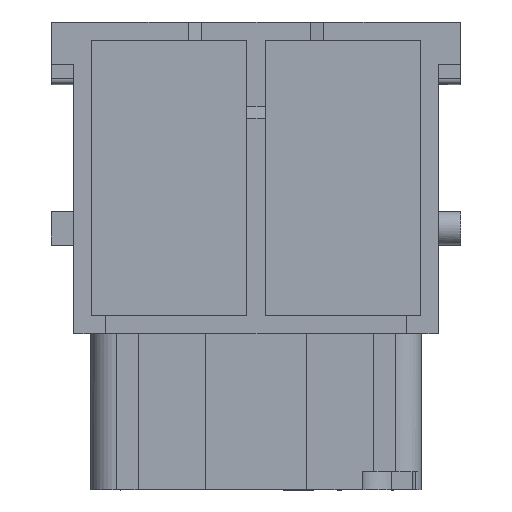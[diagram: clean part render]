
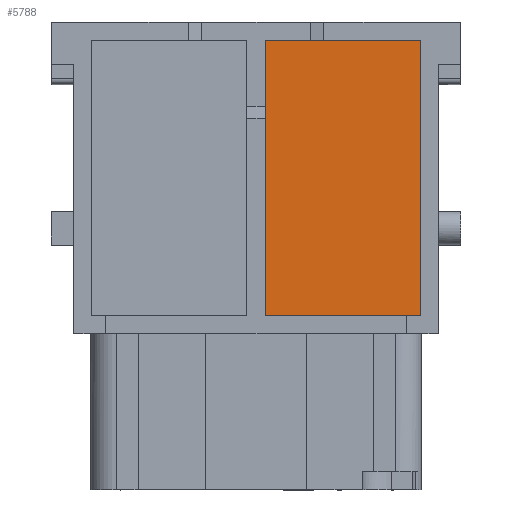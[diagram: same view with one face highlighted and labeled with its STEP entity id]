
A CAD part, left-side view. The second image highlights one B-rep face of the part: STEP entity #5788.
In plain terms, the highlighted planar face has unit normal (-1, 0, 0).
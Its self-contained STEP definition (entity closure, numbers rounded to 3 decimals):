
#5780=AXIS2_PLACEMENT_3D('Plane Axis2P3D',#5777,#5778,#5779) ;
#3374=CARTESIAN_POINT('Vertex',(2.,16.25,37.4)) ;
#3377=CARTESIAN_POINT('Line Origine',(2.,9.8,37.4)) ;
#3381=CARTESIAN_POINT('Vertex',(2.,3.35,37.4)) ;
#3407=CARTESIAN_POINT('Vertex',(2.,3.35,14.5)) ;
#3410=CARTESIAN_POINT('Line Origine',(2.,9.8,14.5)) ;
#3414=CARTESIAN_POINT('Vertex',(2.,16.25,14.5)) ;
#3737=CARTESIAN_POINT('Line Origine',(2.,3.35,25.95)) ;
#5215=CARTESIAN_POINT('Line Origine',(2.,16.25,25.95)) ;
#5777=CARTESIAN_POINT('Axis2P3D Location',(2.,17.,35.25)) ;
#3378=DIRECTION('Vector Direction',(0.,1.,0.)) ;
#3411=DIRECTION('Vector Direction',(0.,-1.,0.)) ;
#3738=DIRECTION('Vector Direction',(0.,0.,-1.)) ;
#5216=DIRECTION('Vector Direction',(0.,0.,1.)) ;
#5778=DIRECTION('Axis2P3D Direction',(-1.,-0.,-0.)) ;
#5779=DIRECTION('Axis2P3D XDirection',(0.,0.,-1.)) ;
#3379=VECTOR('Line Direction',#3378,1.) ;
#3412=VECTOR('Line Direction',#3411,1.) ;
#3739=VECTOR('Line Direction',#3738,1.) ;
#5217=VECTOR('Line Direction',#5216,1.) ;
#5783=ORIENTED_EDGE('',*,*,#5219,.F.) ;
#5784=ORIENTED_EDGE('',*,*,#3416,.T.) ;
#5785=ORIENTED_EDGE('',*,*,#3741,.F.) ;
#5786=ORIENTED_EDGE('',*,*,#3383,.T.) ;
#5788=ADVANCED_FACE('Koerper.1',(#5787),#5781,.T.) ;
#3383=EDGE_CURVE('',#3382,#3375,#3380,.T.) ;
#3416=EDGE_CURVE('',#3415,#3408,#3413,.T.) ;
#3741=EDGE_CURVE('',#3382,#3408,#3740,.T.) ;
#5219=EDGE_CURVE('',#3415,#3375,#5218,.T.) ;
#5782=EDGE_LOOP('',(#5783,#5784,#5785,#5786)) ;
#5787=FACE_OUTER_BOUND('',#5782,.T.) ;
#3380=LINE('Line',#3377,#3379) ;
#3413=LINE('Line',#3410,#3412) ;
#3740=LINE('Line',#3737,#3739) ;
#5218=LINE('Line',#5215,#5217) ;
#5781=PLANE('',#5780) ;
#3375=VERTEX_POINT('',#3374) ;
#3382=VERTEX_POINT('',#3381) ;
#3408=VERTEX_POINT('',#3407) ;
#3415=VERTEX_POINT('',#3414) ;
